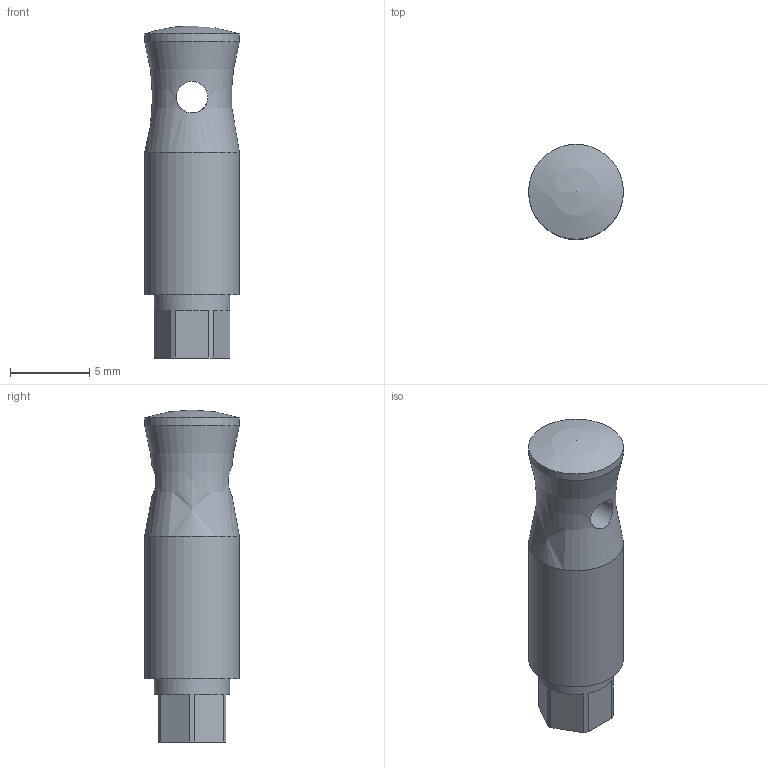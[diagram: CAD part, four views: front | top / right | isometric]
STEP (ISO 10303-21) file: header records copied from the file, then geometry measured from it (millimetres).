
FILE_DESCRIPTION(/* description */ (''),/* implementation_level */ '2;1');
FILE_NAME(/* name */ 'Barillet v1.step',/* time_stamp */ '2023-09-02T09:41:35+02:00',/* author */ (''),/* organization */ (''),/* preprocessor_version */ 'ST-DEVELOPER v20',/* originating_system */ 'Autodesk Translation Framework v12.9.0.99',/* authorisation */ '');
FILE_SCHEMA (('AUTOMOTIVE_DESIGN { 1 0 10303 214 3 1 1 }'));
Length unit declared in the file: millimetre
Products named in the file (1): Barillet
Bounding box: 6 x 6 x 21 mm (x, y, z)
Volume: 439.7 mm3; surface area: 539.4 mm2
Topology: 1 solids, 1 shells, 54 faces, 153 edges, 101 vertices
Faces by surface type: cylinder 34, plane 15, bspline 2, cone 1, torus 1, sphere 1
Full cylindrical faces by diameter (mm): 2 x1, 2.529 x6, 3.086 x3, 4.8 x1, 6 x2
Entity records: 3670 total; most frequent: CARTESIAN_POINT 2353, ORIENTED_EDGE 302, DIRECTION 215, EDGE_CURVE 151, VERTEX_POINT 101, AXIS2_PLACEMENT_3D 79, B_SPLINE_CURVE_WITH_KNOTS 68, EDGE_LOOP 58
